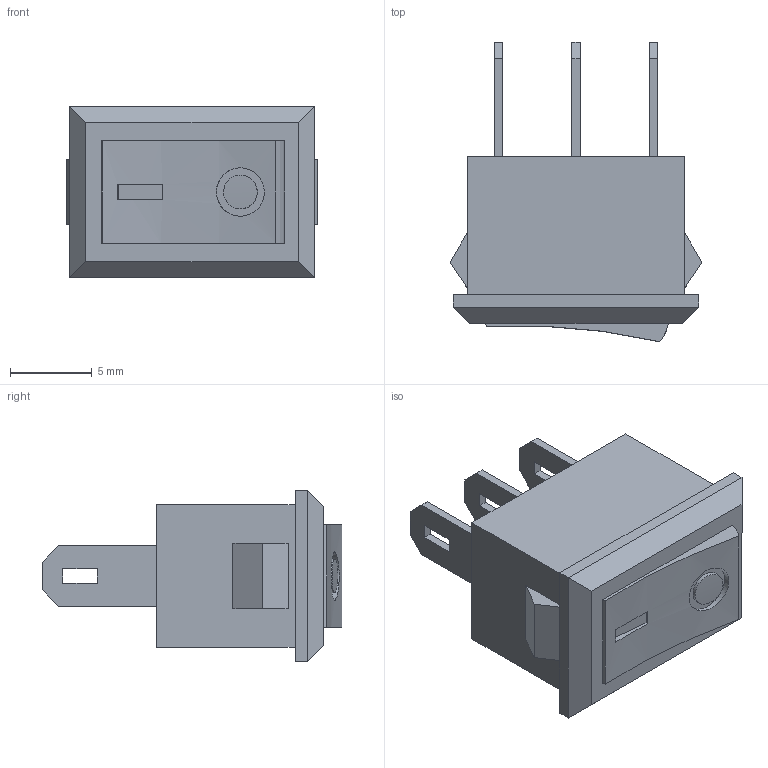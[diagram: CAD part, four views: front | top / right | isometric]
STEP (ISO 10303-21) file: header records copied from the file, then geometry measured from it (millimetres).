
FILE_DESCRIPTION(/* description */ (''),/* implementation_level */ '2;1');
FILE_NAME(/* name */ 'Switch.step',/* time_stamp */ '2022-03-24T12:56:28+04:00',/* author */ (''),/* organization */ (''),/* preprocessor_version */ 'ST-DEVELOPER v18.1',/* originating_system */ 'Autodesk Translation Framework v10.13.0.1454',/* authorisation */ '');
FILE_SCHEMA (('AUTOMOTIVE_DESIGN { 1 0 10303 214 3 1 1 }'));
Length unit declared in the file: millimetre
Products named in the file (3): Power switch; Power switch_1; Wiring
Assembly tree (2 placements, depth 2):
  Power switch
    Power switch_1
    Wiring
Bounding box: 15.4 x 18.31 x 10.5 mm (x, y, z)
Volume: 1304.6 mm3; surface area: 943.6 mm2
Topology: 1 solids, 1 shells, 70 faces, 172 edges, 114 vertices
Faces by surface type: plane 64, cylinder 6
Full cylindrical faces by diameter (mm): 2.071 x1, 2.959 x1
Entity records: 2248 total; most frequent: CARTESIAN_POINT 429, ORIENTED_EDGE 344, DIRECTION 328, EDGE_CURVE 172, LINE 158, VECTOR 158, VERTEX_POINT 114, EDGE_LOOP 86
